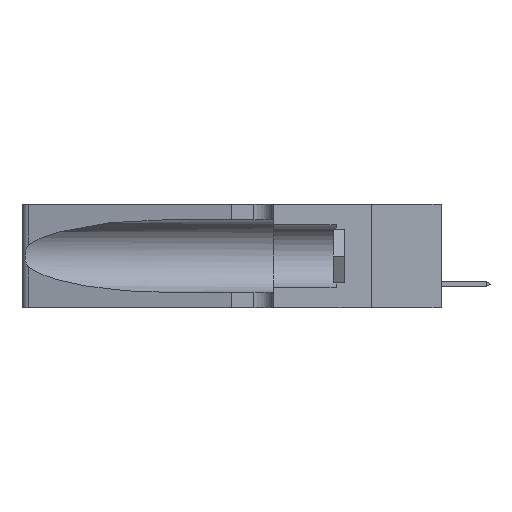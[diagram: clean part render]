
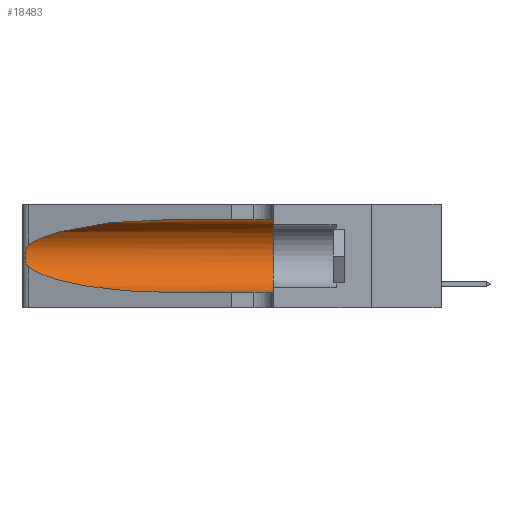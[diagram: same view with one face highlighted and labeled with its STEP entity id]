
A CAD part, left-side view. The second image highlights one B-rep face of the part: STEP entity #18483.
In plain terms, the highlighted cylindrical face has radius 3.308 mm (diameter 6.617 mm), a partial arc.
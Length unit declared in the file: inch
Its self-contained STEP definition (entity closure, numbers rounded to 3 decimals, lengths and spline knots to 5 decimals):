
#993 =( BOUNDED_CURVE ( )  B_SPLINE_CURVE ( 3, ( #11084, #27502, #1040, #6714 ),
 .UNSPECIFIED., .F., .T. ) 
 B_SPLINE_CURVE_WITH_KNOTS ( ( 4, 4 ),
 ( 1.5708, 2.84003 ),
 .UNSPECIFIED. ) 
 CURVE ( )  GEOMETRIC_REPRESENTATION_ITEM ( )  RATIONAL_B_SPLINE_CURVE ( ( 1., 0.87, 0.87, 1. ) ) 
 REPRESENTATION_ITEM ( '' )  );
#1040 = CARTESIAN_POINT ( 'NONE',  ( 0.2373, 1.15595, 0.28018 ) ) ;
#1686 = CARTESIAN_POINT ( 'NONE',  ( 0.1305, 0.35, 0.31525 ) ) ;
#1788 = VERTEX_POINT ( 'NONE', #28396 ) ;
#2143 = DIRECTION ( 'NONE',  ( 0., 0., -1. ) ) ;
#2420 = CARTESIAN_POINT ( 'NONE',  ( 0.25487, 1.22718, 0.14631 ) ) ;
#2529 = CARTESIAN_POINT ( 'NONE',  ( 0.25555, 1.22994, 0.2215 ) ) ;
#2636 = AXIS2_PLACEMENT_3D ( 'NONE', #34773, #26835, #2143 ) ;
#3378 = ORIENTED_EDGE ( 'NONE', *, *, #17447, .T. ) ;
#3511 = CARTESIAN_POINT ( 'NONE',  ( 0.2373, 1.15595, 0.08982 ) ) ;
#4618 = DIRECTION ( 'NONE',  ( 0., 1., 0. ) ) ;
#4732 = EDGE_CURVE ( 'NONE', #34880, #7703, #18735, .T. ) ;
#4971 = VERTEX_POINT ( 'NONE', #6470 ) ;
#5361 = CYLINDRICAL_SURFACE ( 'NONE', #2636, 0.13025 ) ;
#6296 = CARTESIAN_POINT ( 'NONE',  ( 0.1305, 1.61858, 0.05475 ) ) ;
#6470 = CARTESIAN_POINT ( 'NONE',  ( 0.1305, 0.72297, 0.05475 ) ) ;
#6714 = CARTESIAN_POINT ( 'NONE',  ( 0.25487, 1.22718, 0.22369 ) ) ;
#7009 = AXIS2_PLACEMENT_3D ( 'NONE', #20716, #4618, #31655 ) ;
#7687 = EDGE_CURVE ( 'NONE', #14059, #23687, #33670, .T. ) ;
#7703 = VERTEX_POINT ( 'NONE', #16344 ) ;
#8260 = EDGE_CURVE ( 'NONE', #1788, #34880, #17647, .T. ) ;
#9817 = EDGE_CURVE ( 'NONE', #23687, #4971, #27278, .T. ) ;
#9925 = CARTESIAN_POINT ( 'NONE',  ( 0.18966, 0.96281, 0.05475 ) ) ;
#10043 = ORIENTED_EDGE ( 'NONE', *, *, #29502, .T. ) ;
#10459 = VECTOR ( 'NONE', #11378, 39.37008 ) ;
#10475 = CARTESIAN_POINT ( 'NONE',  ( 0.25487, 1.22718, 0.22369 ) ) ;
#11084 = CARTESIAN_POINT ( 'NONE',  ( 0.1305, 0.72297, 0.31525 ) ) ;
#11378 = DIRECTION ( 'NONE',  ( 0., -1., 0. ) ) ;
#12336 = ORIENTED_EDGE ( 'NONE', *, *, #7687, .T. ) ;
#12632 = CARTESIAN_POINT ( 'NONE',  ( 0.1305, 0.72297, 0.05475 ) ) ;
#13051 = CARTESIAN_POINT ( 'NONE',  ( 0.25856, 1.23593, 0.16098 ) ) ;
#13083 = DIRECTION ( 'NONE',  ( 0., -1., 0. ) ) ;
#13160 = CARTESIAN_POINT ( 'NONE',  ( 0.26075, 1.23896, 0.19203 ) ) ;
#14059 = VERTEX_POINT ( 'NONE', #29907 ) ;
#15109 = FACE_OUTER_BOUND ( 'NONE', #33605, .T. ) ;
#15769 = CARTESIAN_POINT ( 'NONE',  ( 0.25639, 1.23186, 0.15144 ) ) ;
#16111 = CARTESIAN_POINT ( 'NONE',  ( 0.25639, 1.23184, 0.21858 ) ) ;
#16344 = CARTESIAN_POINT ( 'NONE',  ( 0.1305, 0.35, 0.05475 ) ) ;
#17447 = EDGE_CURVE ( 'NONE', #4971, #7703, #32221, .T. ) ;
#17647 = LINE ( 'NONE', #25073, #10459 ) ;
#18291 = ORIENTED_EDGE ( 'NONE', *, *, #9817, .T. ) ;
#18483 = ADVANCED_FACE ( 'NONE', ( #15109 ), #5361, .F. ) ;
#18735 = CIRCLE ( 'NONE', #7009, 0.13025 ) ;
#18826 = CARTESIAN_POINT ( 'NONE',  ( 0.26018, 1.23835, 0.19895 ) ) ;
#20716 = CARTESIAN_POINT ( 'NONE',  ( 0.1305, 0.35, 0.185 ) ) ;
#23687 = VERTEX_POINT ( 'NONE', #28357 ) ;
#24748 = ORIENTED_EDGE ( 'NONE', *, *, #4732, .F. ) ;
#24923 = VECTOR ( 'NONE', #13083, 39.37008 ) ;
#25073 = CARTESIAN_POINT ( 'NONE',  ( 0.1305, 1.61858, 0.31525 ) ) ;
#26835 = DIRECTION ( 'NONE',  ( 0., -1., 0. ) ) ;
#26875 = CARTESIAN_POINT ( 'NONE',  ( 0.25787, 1.23484, 0.2124 ) ) ;
#27278 =( BOUNDED_CURVE ( )  B_SPLINE_CURVE ( 3, ( #30506, #3511, #9925, #12632 ),
 .UNSPECIFIED., .F., .T. ) 
 B_SPLINE_CURVE_WITH_KNOTS ( ( 4, 4 ),
 ( 3.44316, 4.71239 ),
 .UNSPECIFIED. ) 
 CURVE ( )  GEOMETRIC_REPRESENTATION_ITEM ( )  RATIONAL_B_SPLINE_CURVE ( ( 1., 0.87, 0.87, 1. ) ) 
 REPRESENTATION_ITEM ( '' )  );
#27502 = CARTESIAN_POINT ( 'NONE',  ( 0.18966, 0.96281, 0.31525 ) ) ;
#28357 = CARTESIAN_POINT ( 'NONE',  ( 0.25487, 1.22718, 0.14631 ) ) ;
#28396 = CARTESIAN_POINT ( 'NONE',  ( 0.1305, 0.72297, 0.31525 ) ) ;
#29283 = CARTESIAN_POINT ( 'NONE',  ( 0.26017, 1.23833, 0.17102 ) ) ;
#29502 = EDGE_CURVE ( 'NONE', #1788, #14059, #993, .T. ) ;
#29619 = CARTESIAN_POINT ( 'NONE',  ( 0.25854, 1.2359, 0.20912 ) ) ;
#29907 = CARTESIAN_POINT ( 'NONE',  ( 0.25487, 1.22718, 0.22369 ) ) ;
#30506 = CARTESIAN_POINT ( 'NONE',  ( 0.25487, 1.22718, 0.14631 ) ) ;
#31655 = DIRECTION ( 'NONE',  ( 0., 0., 1. ) ) ;
#32045 = CARTESIAN_POINT ( 'NONE',  ( 0.25789, 1.23486, 0.15765 ) ) ;
#32221 = LINE ( 'NONE', #6296, #24923 ) ;
#32381 = CARTESIAN_POINT ( 'NONE',  ( 0.26075, 1.23896, 0.178 ) ) ;
#33605 = EDGE_LOOP ( 'NONE', ( #10043, #12336, #18291, #3378, #24748, #34282 ) ) ;
#33670 = B_SPLINE_CURVE_WITH_KNOTS ( 'NONE', 3,
 ( #10475, #2529, #16111, #26875, #29619, #18826, #13160, #32381, #29283, #13051, #32045, #15769, #34815, #2420 ),
 .UNSPECIFIED., .F., .F.,
 ( 4, 2, 2, 2, 2, 2, 4 ),
 ( 0., 0.00027, 0.00053, 0.00107, 0.0016, 0.00187, 0.00214 ),
 .UNSPECIFIED. ) ;
#34282 = ORIENTED_EDGE ( 'NONE', *, *, #8260, .F. ) ;
#34773 = CARTESIAN_POINT ( 'NONE',  ( 0.1305, 1.61858, 0.185 ) ) ;
#34815 = CARTESIAN_POINT ( 'NONE',  ( 0.25555, 1.22993, 0.14849 ) ) ;
#34880 = VERTEX_POINT ( 'NONE', #1686 ) ;
